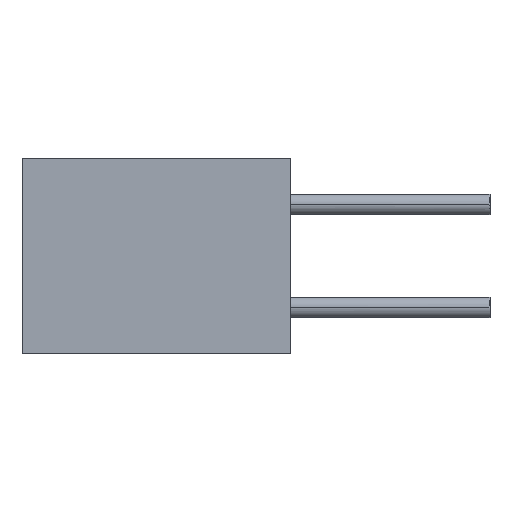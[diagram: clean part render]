
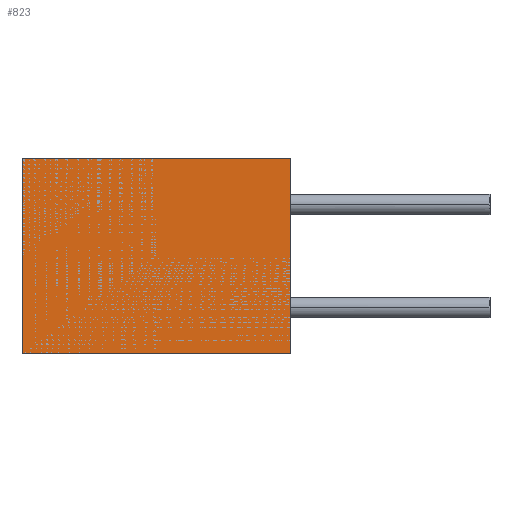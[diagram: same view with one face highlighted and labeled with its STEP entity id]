
A CAD part, left-side view. The second image highlights one B-rep face of the part: STEP entity #823.
In plain terms, the highlighted planar face has unit normal (1, 0, 0).
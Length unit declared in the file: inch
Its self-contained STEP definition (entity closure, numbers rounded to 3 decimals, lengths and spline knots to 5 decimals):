
#823=ADVANCED_FACE('',(#883),#2051,.T.);
#883=FACE_OUTER_BOUND('',#943,.T.);
#943=EDGE_LOOP('',(#1050,#1051,#1052,#1053));
#1050=ORIENTED_EDGE('',*,*,#1339,.F.);
#1051=ORIENTED_EDGE('',*,*,#1340,.F.);
#1052=ORIENTED_EDGE('',*,*,#1341,.F.);
#1053=ORIENTED_EDGE('',*,*,#1338,.F.);
#1338=EDGE_CURVE('',#1810,#1811,#1600,.T.);
#1339=EDGE_CURVE('',#1812,#1810,#1601,.T.);
#1340=EDGE_CURVE('',#1813,#1812,#1602,.T.);
#1341=EDGE_CURVE('',#1811,#1813,#1603,.T.);
#1600=B_SPLINE_CURVE_WITH_KNOTS('',1,(#2574,#2575),.UNSPECIFIED.,.F.,.F.,
(2,2),(-0.19,0.),.UNSPECIFIED.);
#1601=B_SPLINE_CURVE_WITH_KNOTS('',1,(#2576,#2577),.UNSPECIFIED.,.F.,.F.,
(2,2),(0.,0.26),.UNSPECIFIED.);
#1602=B_SPLINE_CURVE_WITH_KNOTS('',1,(#2578,#2579),.UNSPECIFIED.,.F.,.F.,
(2,2),(0.,0.19),.UNSPECIFIED.);
#1603=B_SPLINE_CURVE_WITH_KNOTS('',1,(#2580,#2581),.UNSPECIFIED.,.F.,.F.,
(2,2),(-0.26,0.),.UNSPECIFIED.);
#1810=VERTEX_POINT('',#2570);
#1811=VERTEX_POINT('',#2571);
#1812=VERTEX_POINT('',#2572);
#1813=VERTEX_POINT('',#2573);
#2051=PLANE('',#2110);
#2110=AXIS2_PLACEMENT_3D('',#2569,#2149,$);
#2149=DIRECTION('',(1.,0.,0.));
#2569=CARTESIAN_POINT('',(-0.375,-0.62636,-0.71436));
#2570=CARTESIAN_POINT('',(-0.375,0.,-0.095));
#2571=CARTESIAN_POINT('',(-0.375,0.,0.095));
#2572=CARTESIAN_POINT('',(-0.375,0.26,-0.095));
#2573=CARTESIAN_POINT('',(-0.375,0.26,0.095));
#2574=CARTESIAN_POINT('',(-0.375,0.,-0.095));
#2575=CARTESIAN_POINT('',(-0.375,0.,0.095));
#2576=CARTESIAN_POINT('',(-0.375,0.26,-0.095));
#2577=CARTESIAN_POINT('',(-0.375,0.,-0.095));
#2578=CARTESIAN_POINT('',(-0.375,0.26,0.095));
#2579=CARTESIAN_POINT('',(-0.375,0.26,-0.095));
#2580=CARTESIAN_POINT('',(-0.375,0.,0.095));
#2581=CARTESIAN_POINT('',(-0.375,0.26,0.095));
